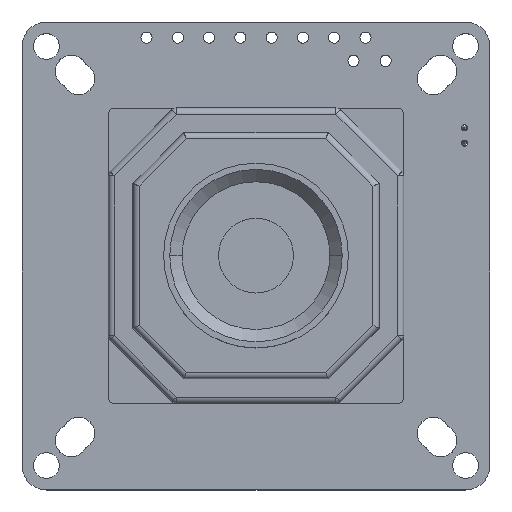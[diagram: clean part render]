
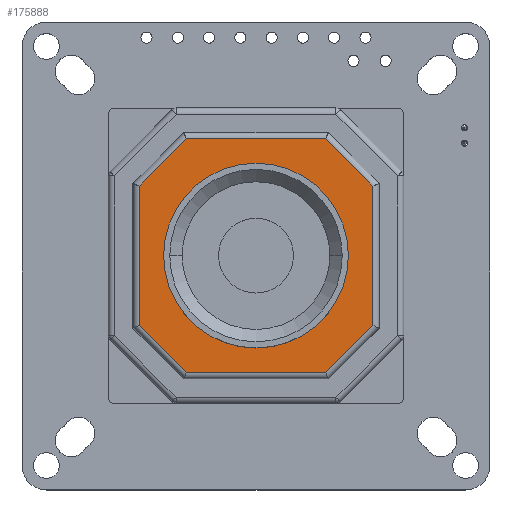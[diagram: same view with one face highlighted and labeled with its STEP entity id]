
A CAD part, top view. The second image highlights one B-rep face of the part: STEP entity #175888.
In plain terms, the highlighted planar face has unit normal (0, 0, 1).
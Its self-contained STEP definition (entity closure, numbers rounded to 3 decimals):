
#41 = ORIENTED_EDGE ( 'NONE', *, *, #195740, .T. ) ;
#1175 = LINE ( 'NONE', #74065, #228516 ) ;
#7864 = DIRECTION ( 'NONE',  ( -0.707, -0.707, 0. ) ) ;
#14720 = DIRECTION ( 'NONE',  ( 1., 0., 0. ) ) ;
#19880 = VERTEX_POINT ( 'NONE', #26257 ) ;
#20146 = EDGE_CURVE ( 'NONE', #227447, #66000, #33985, .T. ) ;
#26257 = CARTESIAN_POINT ( 'NONE',  ( 5.661, 9.5, 11.5 ) ) ;
#33985 = LINE ( 'NONE', #153672, #45571 ) ;
#35215 = DIRECTION ( 'NONE',  ( 0.707, -0.707, 0. ) ) ;
#36194 = CARTESIAN_POINT ( 'NONE',  ( 9.646, -5.515, 11.5 ) ) ;
#41670 = VECTOR ( 'NONE', #211514, 1000. ) ;
#42392 = VECTOR ( 'NONE', #35215, 1000. ) ;
#43301 = CARTESIAN_POINT ( 'NONE',  ( 9.5, 5.661, 11.5 ) ) ;
#45571 = VECTOR ( 'NONE', #47880, 1000. ) ;
#47880 = DIRECTION ( 'NONE',  ( 0., -1., 0. ) ) ;
#48918 = VECTOR ( 'NONE', #140611, 1000. ) ;
#54124 = EDGE_CURVE ( 'NONE', #115170, #218466, #90599, .T. ) ;
#63415 = VECTOR ( 'NONE', #130086, 1000. ) ;
#66000 = VERTEX_POINT ( 'NONE', #145780 ) ;
#69904 = LINE ( 'NONE', #74449, #42392 ) ;
#70459 = EDGE_CURVE ( 'NONE', #66000, #115170, #69904, .T. ) ;
#74065 = CARTESIAN_POINT ( 'NONE',  ( -5.868, 9.5, 11.5 ) ) ;
#74449 = CARTESIAN_POINT ( 'NONE',  ( -5.515, -9.646, 11.5 ) ) ;
#75725 = CARTESIAN_POINT ( 'NONE',  ( -5.661, -9.5, 11.5 ) ) ;
#76879 = ORIENTED_EDGE ( 'NONE', *, *, #70459, .T. ) ;
#76983 = VERTEX_POINT ( 'NONE', #180747 ) ;
#85086 = EDGE_CURVE ( 'NONE', #142098, #19880, #119713, .T. ) ;
#86420 = DIRECTION ( 'NONE',  ( 0., 0., 1. ) ) ;
#88494 = CARTESIAN_POINT ( 'NONE',  ( 9.5, -5.661, 11.5 ) ) ;
#90599 = LINE ( 'NONE', #128948, #63415 ) ;
#108530 = EDGE_CURVE ( 'NONE', #183203, #142098, #170636, .T. ) ;
#115170 = VERTEX_POINT ( 'NONE', #75725 ) ;
#119498 = VECTOR ( 'NONE', #220527, 1000. ) ;
#119713 = LINE ( 'NONE', #120864, #48918 ) ;
#120158 = AXIS2_PLACEMENT_3D ( 'NONE', #137665, #86420, #14720 ) ;
#120864 = CARTESIAN_POINT ( 'NONE',  ( 5.515, 9.646, 11.5 ) ) ;
#124748 = FACE_OUTER_BOUND ( 'NONE', #175711, .T. ) ;
#128948 = CARTESIAN_POINT ( 'NONE',  ( 5.868, -9.5, 11.5 ) ) ;
#130086 = DIRECTION ( 'NONE',  ( 1., 0., 0. ) ) ;
#131165 = ORIENTED_EDGE ( 'NONE', *, *, #198703, .T. ) ;
#137665 = CARTESIAN_POINT ( 'NONE',  ( 0., 0., 11.5 ) ) ;
#137902 = EDGE_CURVE ( 'NONE', #218466, #183203, #144169, .T. ) ;
#140611 = DIRECTION ( 'NONE',  ( -0.707, 0.707, 0. ) ) ;
#142098 = VERTEX_POINT ( 'NONE', #43301 ) ;
#144169 = LINE ( 'NONE', #36194, #41670 ) ;
#145780 = CARTESIAN_POINT ( 'NONE',  ( -9.5, -5.661, 11.5 ) ) ;
#149056 = ORIENTED_EDGE ( 'NONE', *, *, #85086, .T. ) ;
#150884 = CARTESIAN_POINT ( 'NONE',  ( 9.5, 5.868, 11.5 ) ) ;
#153672 = CARTESIAN_POINT ( 'NONE',  ( -9.5, -5.868, 11.5 ) ) ;
#166641 = VECTOR ( 'NONE', #7864, 1000. ) ;
#166805 = ORIENTED_EDGE ( 'NONE', *, *, #137902, .T. ) ;
#166952 = CARTESIAN_POINT ( 'NONE',  ( -9.646, 5.515, 11.5 ) ) ;
#168606 = ORIENTED_EDGE ( 'NONE', *, *, #108530, .T. ) ;
#169415 = ORIENTED_EDGE ( 'NONE', *, *, #54124, .T. ) ;
#170636 = LINE ( 'NONE', #150884, #119498 ) ;
#175711 = EDGE_LOOP ( 'NONE', ( #168606, #149056, #41, #131165, #185668, #76879, #169415, #166805 ) ) ;
#175888 = ADVANCED_FACE ( 'NONE', ( #124748 ), #208457, .T. ) ;
#180747 = CARTESIAN_POINT ( 'NONE',  ( -5.661, 9.5, 11.5 ) ) ;
#183203 = VERTEX_POINT ( 'NONE', #88494 ) ;
#185668 = ORIENTED_EDGE ( 'NONE', *, *, #20146, .T. ) ;
#195740 = EDGE_CURVE ( 'NONE', #19880, #76983, #1175, .T. ) ;
#196133 = DIRECTION ( 'NONE',  ( -1., 0., 0. ) ) ;
#197197 = CARTESIAN_POINT ( 'NONE',  ( 5.661, -9.5, 11.5 ) ) ;
#198703 = EDGE_CURVE ( 'NONE', #76983, #227447, #219128, .T. ) ;
#208457 = PLANE ( 'NONE',  #120158 ) ;
#211514 = DIRECTION ( 'NONE',  ( 0.707, 0.707, 0. ) ) ;
#216787 = CARTESIAN_POINT ( 'NONE',  ( -9.5, 5.661, 11.5 ) ) ;
#218466 = VERTEX_POINT ( 'NONE', #197197 ) ;
#219128 = LINE ( 'NONE', #166952, #166641 ) ;
#220527 = DIRECTION ( 'NONE',  ( 0., 1., 0. ) ) ;
#227447 = VERTEX_POINT ( 'NONE', #216787 ) ;
#228516 = VECTOR ( 'NONE', #196133, 1000. ) ;
